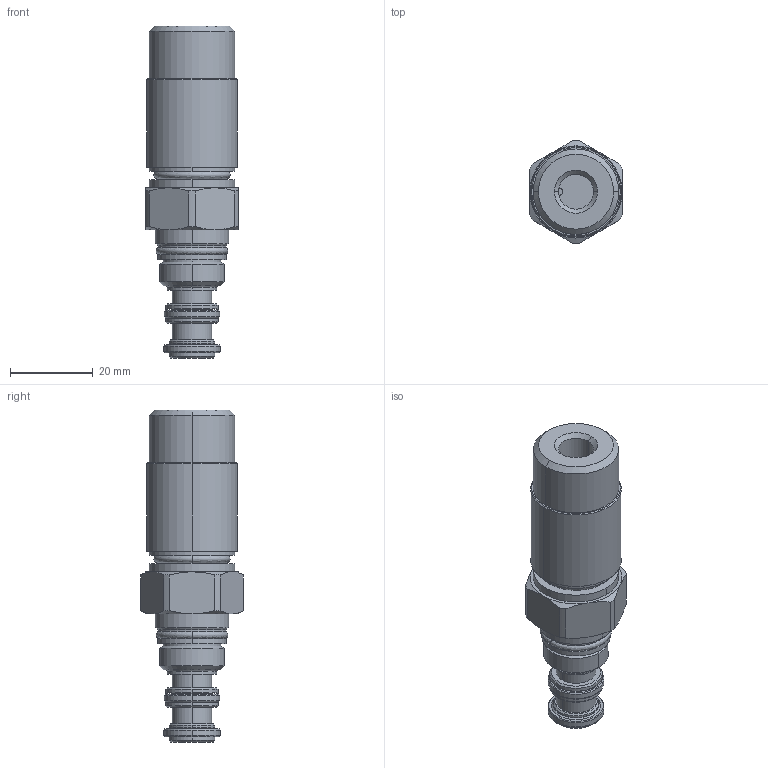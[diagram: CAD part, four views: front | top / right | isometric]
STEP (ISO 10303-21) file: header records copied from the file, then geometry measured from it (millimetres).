
FILE_DESCRIPTION((''),'2;1');
FILE_NAME('DBAP-FHN_PRT','2010-11-10T',('Administrator'),(''),'PRO/ENGINEER BY PARAMETRIC TECHNOLOGY CORPORATION, 2006240','PRO/ENGINEER BY PARAMETRIC TECHNOLOGY CORPORATION, 2006240','');
FILE_SCHEMA(('CONFIG_CONTROL_DESIGN'));
Length unit declared in the file: inch
Products named in the file (1): DBAP-FHN_PRT
Bounding box: 22.23 x 24.82 x 80.09 mm (x, y, z)
Volume: 19593 mm3; surface area: 10688.5 mm2
Topology: 5 solids, 6 shells, 235 faces, 500 edges, 300 vertices
Faces by surface type: cylinder 87, cone 63, plane 48, torus 25, revolution 12
Entity records: 7301 total; most frequent: CARTESIAN_POINT 2055, DIRECTION 1189, ORIENTED_EDGE 1000, AXIS2_PLACEMENT_3D 512, EDGE_CURVE 500, VERTEX_POINT 300, CIRCLE 289, EDGE_LOOP 270
